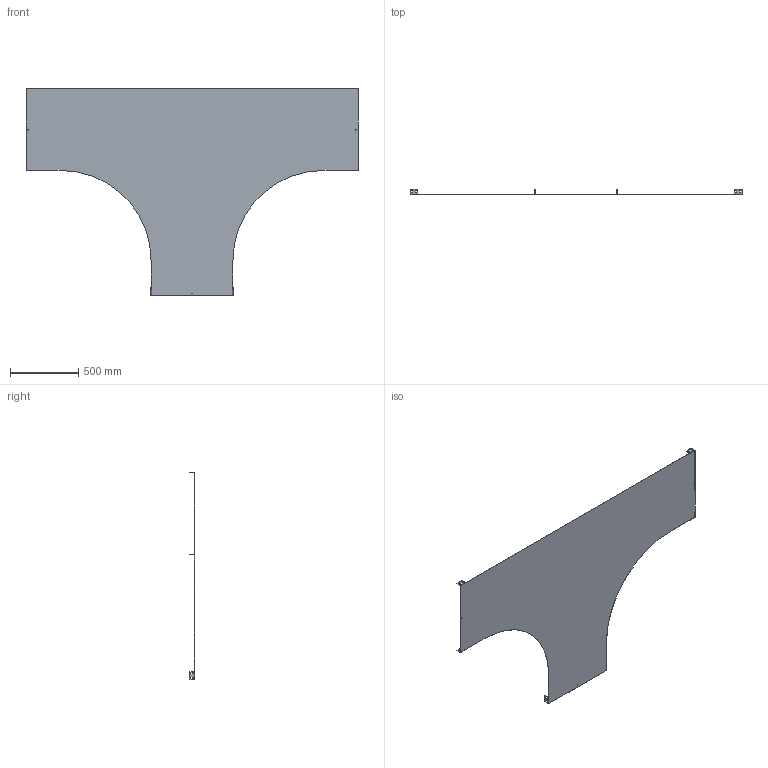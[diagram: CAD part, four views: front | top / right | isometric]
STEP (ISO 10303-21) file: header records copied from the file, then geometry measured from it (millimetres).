
FILE_DESCRIPTION (( 'STEP AP203' ), '1' );
FILE_NAME ('UKT606 (R600).STEP', '2015-03-30T12:47:59', ( '' ), ( '' ), 'SwSTEP 2.0', 'SolidWorks 2014', '' );
FILE_SCHEMA (( 'CONFIG_CONTROL_DESIGN' ));
Length unit declared in the file: millimetre
Products named in the file (1): UKT606 (R600)
Bounding box: 2434.4 x 38.2 x 1519 mm (x, y, z)
Volume: 2650846.9 mm3; surface area: 4428841.6 mm2
Topology: 1 solids, 1 shells, 238 faces, 696 edges, 424 vertices
Faces by surface type: plane 190, cylinder 48
Entity records: 7961 total; most frequent: ORIENTED_EDGE 1392, DIRECTION 1366, CARTESIAN_POINT 1359, EDGE_CURVE 696, VECTOR 504, LINE 504, AXIS2_PLACEMENT_3D 431, VERTEX_POINT 424
